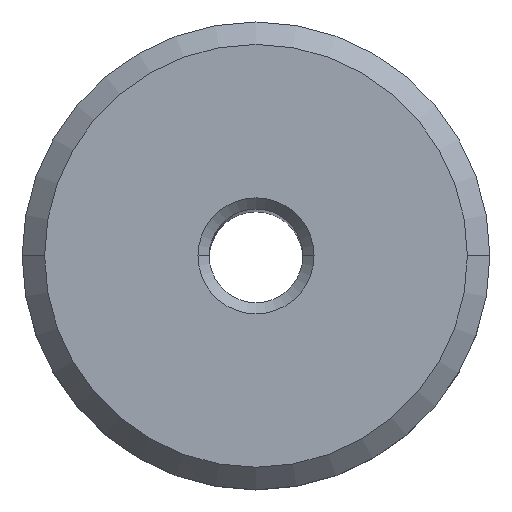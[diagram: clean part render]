
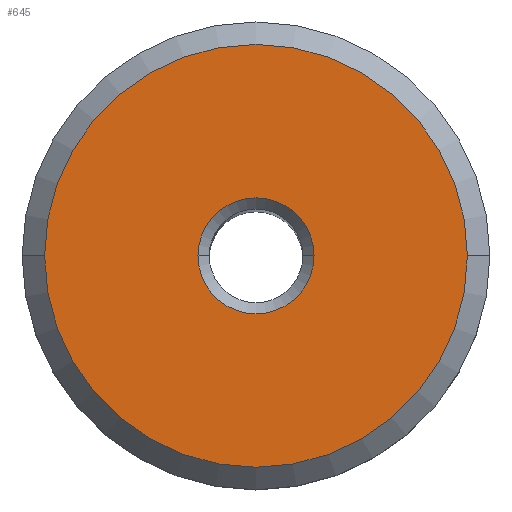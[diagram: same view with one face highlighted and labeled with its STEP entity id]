
A CAD part, top view. The second image highlights one B-rep face of the part: STEP entity #645.
In plain terms, the highlighted planar face has unit normal (0, 0, 1).
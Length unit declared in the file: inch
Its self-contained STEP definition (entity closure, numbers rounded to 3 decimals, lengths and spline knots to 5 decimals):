
#8 = EDGE_LOOP ( 'NONE', ( #105, #266 ) ) ;
#9 = AXIS2_PLACEMENT_3D ( 'NONE', #405, #483, #927 ) ;
#38 = EDGE_LOOP ( 'NONE', ( #67, #804 ) ) ;
#67 = ORIENTED_EDGE ( 'NONE', *, *, #873, .T. ) ;
#105 = ORIENTED_EDGE ( 'NONE', *, *, #1074, .T. ) ;
#130 = CARTESIAN_POINT ( 'NONE',  ( 0.0775, 0., 0. ) ) ;
#132 = CIRCLE ( 'NONE', #754, 0.2825 ) ;
#203 = VERTEX_POINT ( 'NONE', #130 ) ;
#210 = DIRECTION ( 'NONE',  ( -1., 0., 0. ) ) ;
#237 = VERTEX_POINT ( 'NONE', #554 ) ;
#252 = EDGE_CURVE ( 'NONE', #970, #237, #915, .T. ) ;
#266 = ORIENTED_EDGE ( 'NONE', *, *, #252, .T. ) ;
#293 = CIRCLE ( 'NONE', #9, 0.0775 ) ;
#405 = CARTESIAN_POINT ( 'NONE',  ( 0., 0., 0. ) ) ;
#419 = DIRECTION ( 'NONE',  ( 0., 0., -1. ) ) ;
#431 = EDGE_CURVE ( 'NONE', #516, #203, #842, .T. ) ;
#436 = CARTESIAN_POINT ( 'NONE',  ( 0.2825, 0., 0. ) ) ;
#483 = DIRECTION ( 'NONE',  ( 0., 0., -1. ) ) ;
#485 = CARTESIAN_POINT ( 'NONE',  ( 0., 0., 0. ) ) ;
#489 = DIRECTION ( 'NONE',  ( -1., 0., 0. ) ) ;
#492 = CARTESIAN_POINT ( 'NONE',  ( -0.0775, 0., 0. ) ) ;
#516 = VERTEX_POINT ( 'NONE', #492 ) ;
#554 = CARTESIAN_POINT ( 'NONE',  ( -0.2825, 0., 0. ) ) ;
#557 = DIRECTION ( 'NONE',  ( 0., 0., -1. ) ) ;
#568 = AXIS2_PLACEMENT_3D ( 'NONE', #485, #725, #734 ) ;
#574 = CARTESIAN_POINT ( 'NONE',  ( 0., 0., 0. ) ) ;
#581 = FACE_OUTER_BOUND ( 'NONE', #8, .T. ) ;
#645 = ADVANCED_FACE ( 'NONE', ( #581, #816 ), #738, .F. ) ;
#725 = DIRECTION ( 'NONE',  ( 0., 0., 1. ) ) ;
#734 = DIRECTION ( 'NONE',  ( -1., 0., 0. ) ) ;
#738 = PLANE ( 'NONE',  #992 ) ;
#754 = AXIS2_PLACEMENT_3D ( 'NONE', #798, #776, #1052 ) ;
#776 = DIRECTION ( 'NONE',  ( 0., 0., 1. ) ) ;
#798 = CARTESIAN_POINT ( 'NONE',  ( 0., 0., 0. ) ) ;
#804 = ORIENTED_EDGE ( 'NONE', *, *, #431, .T. ) ;
#816 = FACE_BOUND ( 'NONE', #38, .T. ) ;
#842 = CIRCLE ( 'NONE', #1048, 0.0775 ) ;
#873 = EDGE_CURVE ( 'NONE', #203, #516, #293, .T. ) ;
#915 = CIRCLE ( 'NONE', #568, 0.2825 ) ;
#927 = DIRECTION ( 'NONE',  ( -1., 0., 0. ) ) ;
#970 = VERTEX_POINT ( 'NONE', #436 ) ;
#992 = AXIS2_PLACEMENT_3D ( 'NONE', #1067, #557, #210 ) ;
#1048 = AXIS2_PLACEMENT_3D ( 'NONE', #574, #419, #489 ) ;
#1052 = DIRECTION ( 'NONE',  ( -1., 0., 0. ) ) ;
#1067 = CARTESIAN_POINT ( 'NONE',  ( 0., 0.3125, 0. ) ) ;
#1074 = EDGE_CURVE ( 'NONE', #237, #970, #132, .T. ) ;
